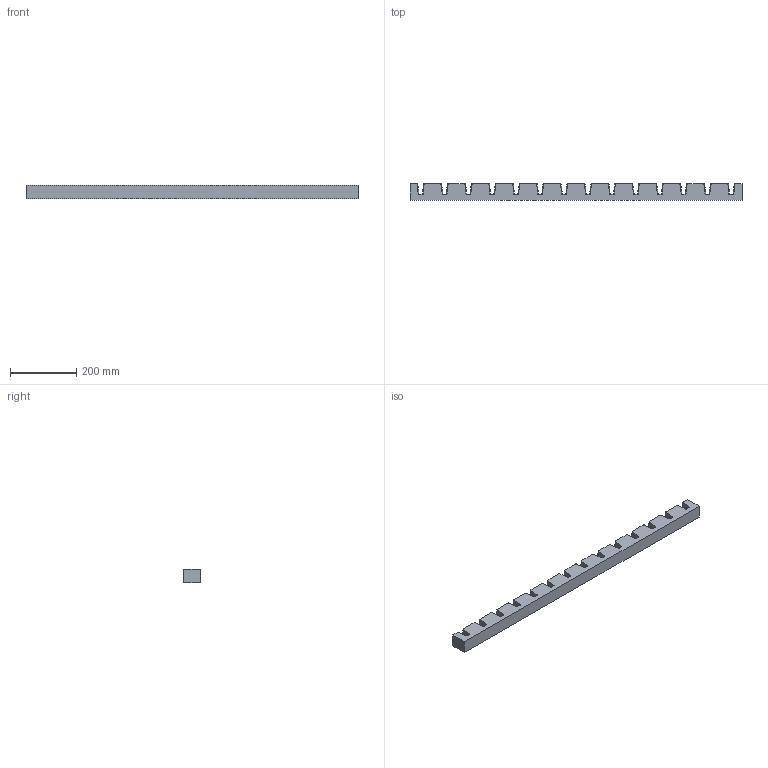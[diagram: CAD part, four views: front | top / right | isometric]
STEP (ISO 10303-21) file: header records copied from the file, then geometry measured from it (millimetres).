
FILE_DESCRIPTION (( 'STEP AP214' ), '1' );
FILE_NAME ('Ìîäåëü äåðæàòåëÿ Tailgate.STEP', '2020-04-07T07:06:13', ( '' ), ( '' ), 'SwSTEP 2.0', 'SolidWorks 2018', '' );
FILE_SCHEMA (( 'AUTOMOTIVE_DESIGN' ));
Length unit declared in the file: millimetre
Products named in the file (1): Ìîäåëü äåðæàòåëÿ Tailgate
Bounding box: 1000 x 50 x 40 mm (x, y, z)
Volume: 1724821 mm3; surface area: 198442.9 mm2
Topology: 1 solids, 1 shells, 118 faces, 348 edges, 232 vertices
Faces by surface type: bspline 98, plane 20
Entity records: 12706 total; most frequent: CARTESIAN_POINT 10317, ORIENTED_EDGE 696, EDGE_CURVE 348, VERTEX_POINT 232, B_SPLINE_CURVE_WITH_KNOTS 224, DIRECTION 166, LINE 124, VECTOR 124
